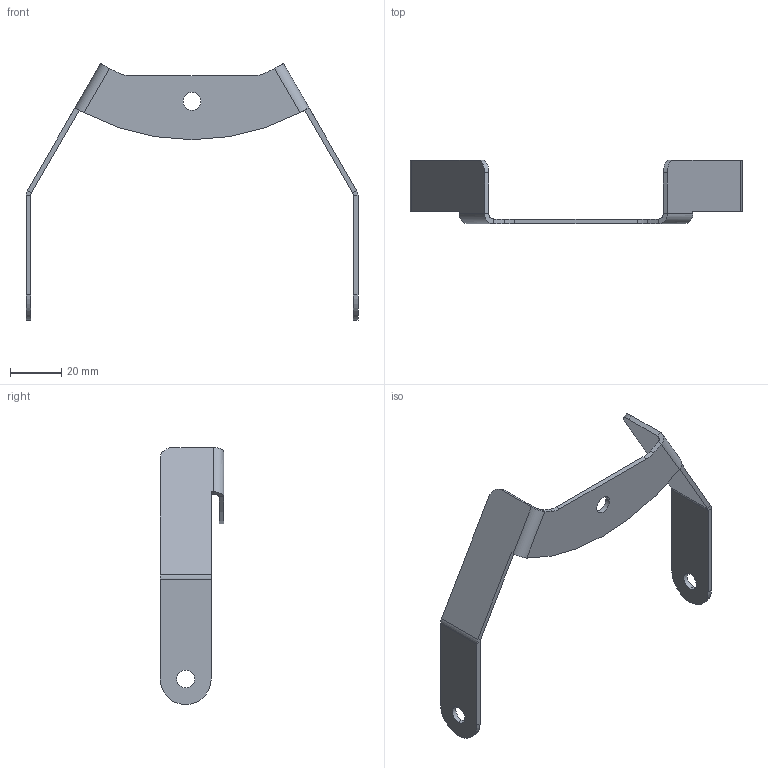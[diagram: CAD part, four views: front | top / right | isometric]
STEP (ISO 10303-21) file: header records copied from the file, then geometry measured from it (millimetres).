
FILE_DESCRIPTION((''),'2;1');
FILE_NAME('10026-SM_STEVE_MOUNT_FORK','2017-05-01T',('carhart.david'),(''),'PRO/ENGINEER BY PARAMETRIC TECHNOLOGY CORPORATION, 2015110','PRO/ENGINEER BY PARAMETRIC TECHNOLOGY CORPORATION, 2015110','');
FILE_SCHEMA(('CONFIG_CONTROL_DESIGN'));
Length unit declared in the file: millimetre
Products named in the file (1): 10026-SM_STEVE_MOUNT_FORK
Bounding box: 130 x 25 x 100.62 mm (x, y, z)
Volume: 11500.4 mm3; surface area: 13439.5 mm2
Topology: 1 solids, 1 shells, 54 faces, 124 edges, 72 vertices
Faces by surface type: plane 27, cylinder 21, bspline 6
Entity records: 1984 total; most frequent: CARTESIAN_POINT 740, ORIENTED_EDGE 248, DIRECTION 242, EDGE_CURVE 124, AXIS2_PLACEMENT_3D 82, VECTOR 78, LINE 78, VERTEX_POINT 72
